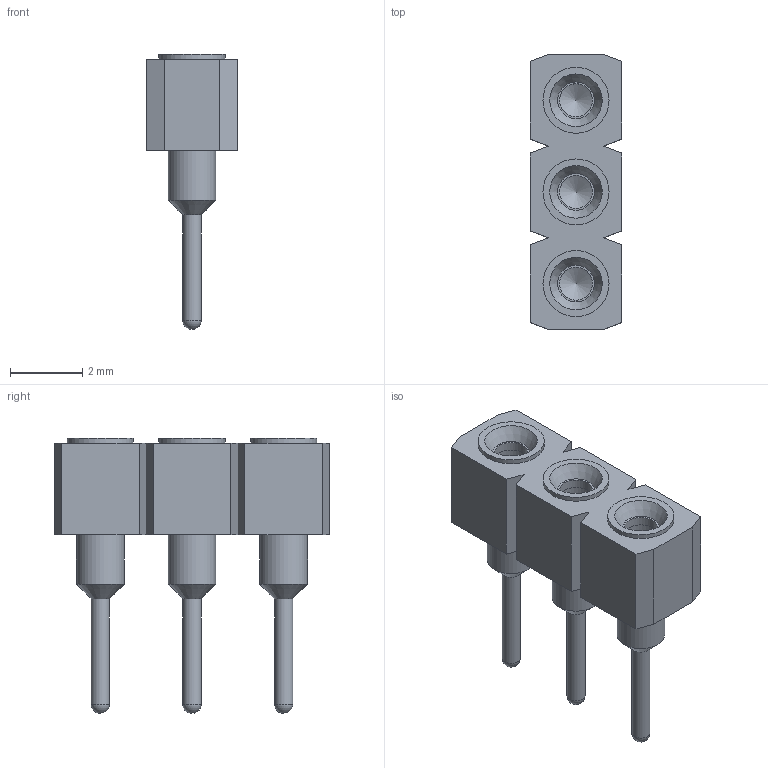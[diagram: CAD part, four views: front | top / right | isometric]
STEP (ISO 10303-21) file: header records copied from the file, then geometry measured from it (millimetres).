
FILE_DESCRIPTION(('FreeCAD Model'),'2;1');
FILE_NAME('_SS-103_socket_sp.step', '2019-02-19T12:21:43',('kicad StepUp'),('ksu MCAD'), 'Open CASCADE STEP processor 7.2','FreeCAD','Unknown');
FILE_SCHEMA(('AUTOMOTIVE_DESIGN { 1 0 10303 214 1 1 1 1 }'));
Length unit declared in the file: millimetre
Products named in the file (1): _SS-103_socket_sp
Bounding box: 2.54 x 7.62 x 7.62 mm (x, y, z)
Volume: 46.7 mm3; surface area: 177.8 mm2
Topology: 1 solids, 4 shells, 70 faces, 165 edges, 112 vertices
Faces by surface type: plane 37, cylinder 21, cone 9, sphere 3
Full cylindrical faces by diameter (mm): 0.508 x3, 0.914 x3, 1.016 x3, 1.321 x6, 1.829 x6
Entity records: 2501 total; most frequent: CARTESIAN_POINT 387, DIRECTION 334, ORIENTED_EDGE 318, EDGE_CURVE 159, AXIS2_PLACEMENT_3D 137, VERTEX_POINT 112, FACE_BOUND 91, EDGE_LOOP 91
